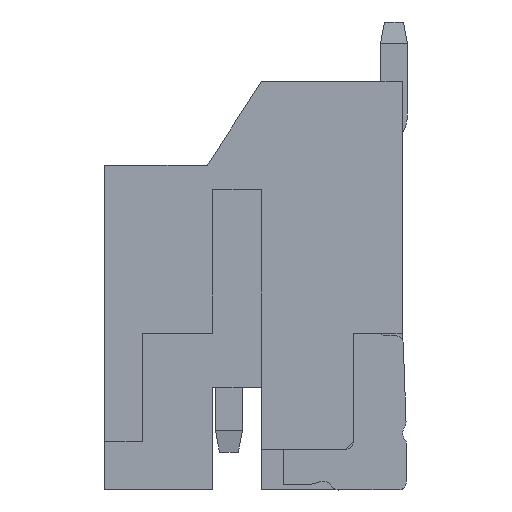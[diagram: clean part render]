
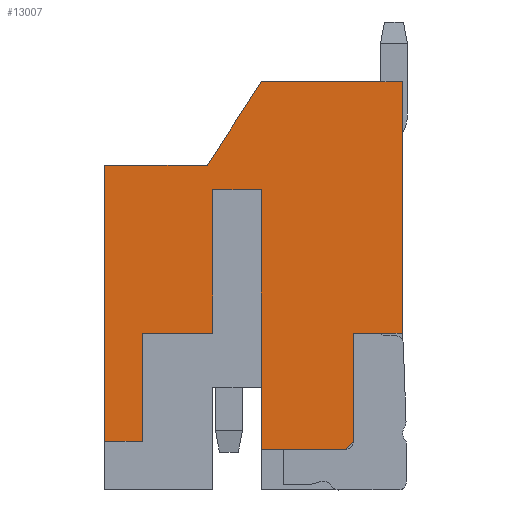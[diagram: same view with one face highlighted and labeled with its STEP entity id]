
A CAD part, left-side view. The second image highlights one B-rep face of the part: STEP entity #13007.
In plain terms, the highlighted planar face has unit normal (-1, 0, 0).
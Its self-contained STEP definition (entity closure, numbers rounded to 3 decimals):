
#1541=DIRECTION('',(0.,0.,1.));
#1542=VECTOR('',#1541,5.1);
#1543=CARTESIAN_POINT('',(-25.95,0.,0.9));
#1544=LINE('',#1543,#1542);
#1545=DIRECTION('',(0.,-1.,0.));
#1546=VECTOR('',#1545,1.9);
#1547=CARTESIAN_POINT('',(-25.95,0.,6.));
#1548=LINE('',#1547,#1546);
#1549=DIRECTION('',(0.,-0.542,0.84));
#1550=VECTOR('',#1549,1.845);
#1551=CARTESIAN_POINT('',(-25.95,-1.9,6.));
#1552=LINE('',#1551,#1550);
#1553=DIRECTION('',(0.,-1.,0.));
#1554=VECTOR('',#1553,2.6);
#1555=CARTESIAN_POINT('',(-25.95,-2.9,7.55));
#1556=LINE('',#1555,#1554);
#1557=DIRECTION('',(0.,0.,-1.));
#1558=VECTOR('',#1557,4.65);
#1559=CARTESIAN_POINT('',(-25.95,-5.5,7.55));
#1560=LINE('',#1559,#1558);
#1561=DIRECTION('',(0.,0.707,-0.707));
#1562=VECTOR('',#1561,0.212);
#1563=CARTESIAN_POINT('',(-25.95,-4.6,0.9));
#1564=LINE('',#1563,#1562);
#1565=DIRECTION('',(0.,1.,0.));
#1566=VECTOR('',#1565,1.55);
#1567=CARTESIAN_POINT('',(-25.95,-4.45,0.75));
#1568=LINE('',#1567,#1566);
#1569=DIRECTION('',(0.,-1.,0.));
#1570=VECTOR('',#1569,1.3);
#1571=CARTESIAN_POINT('',(-25.95,-0.7,2.9));
#1572=LINE('',#1571,#1570);
#1577=DIRECTION('',(0.,0.,1.));
#1578=VECTOR('',#1577,2.65);
#1579=CARTESIAN_POINT('',(-25.95,-2.,2.9));
#1580=LINE('',#1579,#1578);
#1589=DIRECTION('',(0.,-1.,0.));
#1590=VECTOR('',#1589,0.9);
#1591=CARTESIAN_POINT('',(-25.95,-2.,5.55));
#1592=LINE('',#1591,#1590);
#1601=DIRECTION('',(0.,0.,-1.));
#1602=VECTOR('',#1601,4.8);
#1603=CARTESIAN_POINT('',(-25.95,-2.9,5.55));
#1604=LINE('',#1603,#1602);
#7787=DIRECTION('',(0.,-1.,0.));
#7788=VECTOR('',#7787,0.7);
#7789=CARTESIAN_POINT('',(-25.95,0.,0.9));
#7790=LINE('',#7789,#7788);
#7811=DIRECTION('',(0.,0.,1.));
#7812=VECTOR('',#7811,2.);
#7813=CARTESIAN_POINT('',(-25.95,-0.7,0.9));
#7814=LINE('',#7813,#7812);
#8195=DIRECTION('',(0.,-1.,0.));
#8196=VECTOR('',#8195,0.9);
#8197=CARTESIAN_POINT('',(-25.95,-4.6,2.9));
#8198=LINE('',#8197,#8196);
#8383=DIRECTION('',(0.,0.,1.));
#8384=VECTOR('',#8383,2.);
#8385=CARTESIAN_POINT('',(-25.95,-4.6,0.9));
#8386=LINE('',#8385,#8384);
#9091=CARTESIAN_POINT('',(-25.95,-1.9,6.));
#9092=VERTEX_POINT('',#9091);
#9561=CARTESIAN_POINT('',(-25.95,-2.9,0.75));
#9563=VERTEX_POINT('',#9561);
#9565=CARTESIAN_POINT('',(-25.95,-4.45,0.75));
#9566=VERTEX_POINT('',#9565);
#9637=CARTESIAN_POINT('',(-25.95,0.,6.));
#9638=VERTEX_POINT('',#9637);
#9639=CARTESIAN_POINT('',(-25.95,0.,0.9));
#9640=VERTEX_POINT('',#9639);
#9669=CARTESIAN_POINT('',(-25.95,-5.5,7.55));
#9670=VERTEX_POINT('',#9669);
#9671=CARTESIAN_POINT('',(-25.95,-2.9,7.55));
#9672=VERTEX_POINT('',#9671);
#9673=CARTESIAN_POINT('',(-25.95,-0.7,0.9));
#9674=VERTEX_POINT('',#9673);
#9675=CARTESIAN_POINT('',(-25.95,-5.5,2.9));
#9676=VERTEX_POINT('',#9675);
#9677=CARTESIAN_POINT('',(-25.95,-4.6,2.9));
#9678=VERTEX_POINT('',#9677);
#9679=CARTESIAN_POINT('',(-25.95,-4.6,0.9));
#9680=VERTEX_POINT('',#9679);
#9681=CARTESIAN_POINT('',(-25.95,-0.7,2.9));
#9682=CARTESIAN_POINT('',(-25.95,-2.,2.9));
#9683=VERTEX_POINT('',#9681);
#9684=VERTEX_POINT('',#9682);
#9685=CARTESIAN_POINT('',(-25.95,-2.,5.55));
#9686=VERTEX_POINT('',#9685);
#9687=CARTESIAN_POINT('',(-25.95,-2.9,5.55));
#9688=VERTEX_POINT('',#9687);
#12973=CARTESIAN_POINT('',(-25.95,-2.75,4.15));
#12974=DIRECTION('',(1.,0.,0.));
#12975=DIRECTION('',(0.,-1.,0.));
#12976=AXIS2_PLACEMENT_3D('',#12973,#12974,#12975);
#12977=PLANE('',#12976);
#12979=ORIENTED_EDGE('',*,*,#12978,.F.);
#12981=ORIENTED_EDGE('',*,*,#12980,.F.);
#12983=ORIENTED_EDGE('',*,*,#12982,.F.);
#12985=ORIENTED_EDGE('',*,*,#12984,.T.);
#12987=ORIENTED_EDGE('',*,*,#12986,.T.);
#12989=ORIENTED_EDGE('',*,*,#12988,.T.);
#12991=ORIENTED_EDGE('',*,*,#12990,.T.);
#12992=ORIENTED_EDGE('',*,*,#12421,.T.);
#12994=ORIENTED_EDGE('',*,*,#12993,.F.);
#12996=ORIENTED_EDGE('',*,*,#12995,.F.);
#12997=ORIENTED_EDGE('',*,*,#12961,.T.);
#12998=ORIENTED_EDGE('',*,*,#12530,.T.);
#13000=ORIENTED_EDGE('',*,*,#12999,.F.);
#13002=ORIENTED_EDGE('',*,*,#13001,.F.);
#13004=ORIENTED_EDGE('',*,*,#13003,.F.);
#13005=EDGE_LOOP('',(#12979,#12981,#12983,#12985,#12987,#12989,#12991,#12992,
#12994,#12996,#12997,#12998,#13000,#13002,#13004));
#13006=FACE_OUTER_BOUND('',#13005,.F.);
#13007=ADVANCED_FACE('',(#13006),#12977,.F.);
#12421=EDGE_CURVE('',#9670,#9676,#1560,.T.);
#12530=EDGE_CURVE('',#9566,#9563,#1568,.T.);
#12961=EDGE_CURVE('',#9680,#9566,#1564,.T.);
#12978=EDGE_CURVE('',#9683,#9684,#1572,.T.);
#12980=EDGE_CURVE('',#9674,#9683,#7814,.T.);
#12982=EDGE_CURVE('',#9640,#9674,#7790,.T.);
#12984=EDGE_CURVE('',#9640,#9638,#1544,.T.);
#12986=EDGE_CURVE('',#9638,#9092,#1548,.T.);
#12988=EDGE_CURVE('',#9092,#9672,#1552,.T.);
#12990=EDGE_CURVE('',#9672,#9670,#1556,.T.);
#12993=EDGE_CURVE('',#9678,#9676,#8198,.T.);
#12995=EDGE_CURVE('',#9680,#9678,#8386,.T.);
#12999=EDGE_CURVE('',#9688,#9563,#1604,.T.);
#13001=EDGE_CURVE('',#9686,#9688,#1592,.T.);
#13003=EDGE_CURVE('',#9684,#9686,#1580,.T.);
